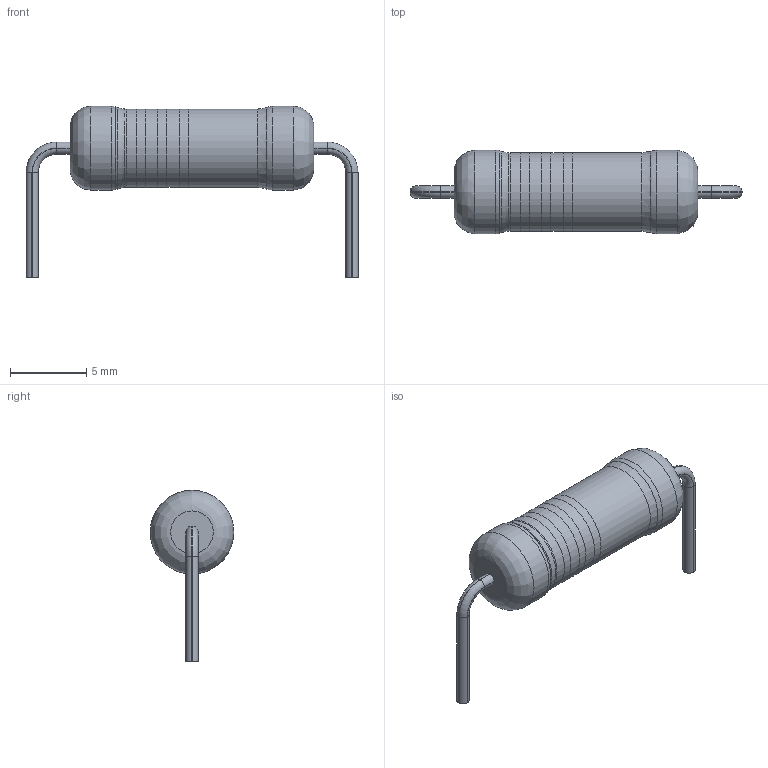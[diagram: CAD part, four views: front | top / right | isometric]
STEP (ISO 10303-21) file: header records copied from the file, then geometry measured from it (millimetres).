
FILE_DESCRIPTION(('FreeCAD Model'),'2;1');
FILE_NAME('axial_resistor_L16.0_D5.5_PinD0.8_Pitch21.0_light_blue.step', '2020-04-30T14:34:18',('Author'),(''), 'Open CASCADE STEP processor 7.3','FreeCAD','Unknown');
FILE_SCHEMA(('AUTOMOTIVE_DESIGN { 1 0 10303 214 1 1 1 1 }'));
Length unit declared in the file: millimetre
Products named in the file (10): Pin; Body_004; Body_000; Stripe_red; Body_001; Stripe_green; Stripe_blue; Body_003; Stripe_yellow; Body_002
Bounding box: 21.8 x 5.5 x 11.25 mm (x, y, z)
Volume: 349.9 mm3; surface area: 684.4 mm2
Topology: 11 solids, 11 shells, 83 faces, 159 edges, 98 vertices
Faces by surface type: plane 38, cylinder 29, torus 8, revolution 8
Full cylindrical faces by diameter (mm): 5.146 x7, 5.5 x2
Entity records: 6414 total; most frequent: CARTESIAN_POINT 2502, DIRECTION 672, ORIENTED_EDGE 318, PCURVE 318, DEFINITIONAL_REPRESENTATION 318, LINE 317, VECTOR 317, AXIS2_PLACEMENT_3D 162
